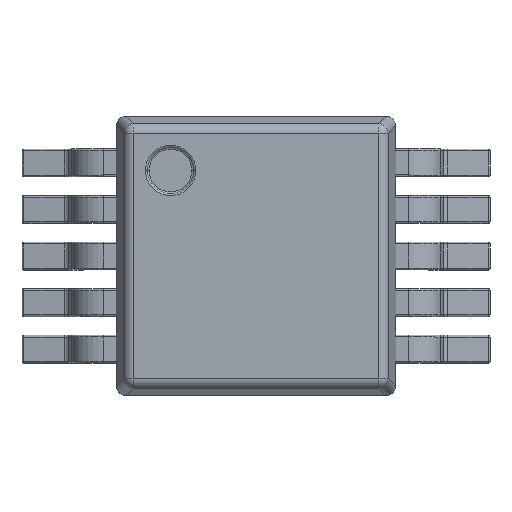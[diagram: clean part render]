
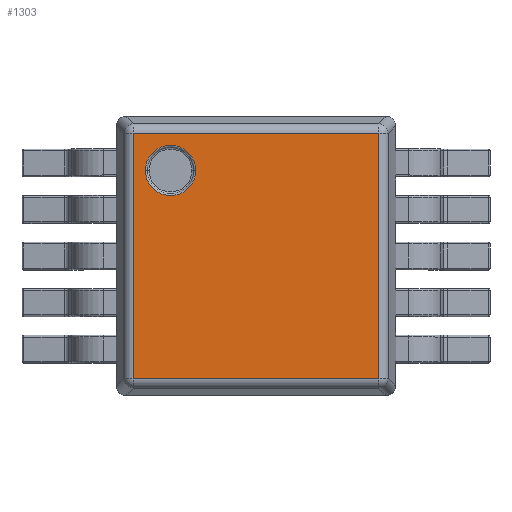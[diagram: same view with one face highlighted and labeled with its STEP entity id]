
A CAD part, top view. The second image highlights one B-rep face of the part: STEP entity #1303.
In plain terms, the highlighted planar face has unit normal (0, 0, 1).
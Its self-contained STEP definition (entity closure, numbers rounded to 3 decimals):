
#21 = EDGE_CURVE('',#22,#24,#26,.T.);
#22 = VERTEX_POINT('',#23);
#23 = CARTESIAN_POINT('',(-0.648,0.918,1.048)
  );
#24 = VERTEX_POINT('',#25);
#25 = CARTESIAN_POINT('',(-1.188,0.918,1.048)
  );
#26 = CIRCLE('',#27,0.27);
#27 = AXIS2_PLACEMENT_3D('',#28,#29,#30);
#28 = CARTESIAN_POINT('',(-0.918,0.918,1.048)
  );
#29 = DIRECTION('',(0.,0.,-1.));
#30 = DIRECTION('',(-1.,0.,0.));
#1303 = ADVANCED_FACE('',(#1304,#1314),#1348,.T.);
#1304 = FACE_BOUND('',#1305,.T.);
#1305 = EDGE_LOOP('',(#1306,#1313));
#1306 = ORIENTED_EDGE('',*,*,#1307,.T.);
#1307 = EDGE_CURVE('',#24,#22,#1308,.T.);
#1308 = CIRCLE('',#1309,0.27);
#1309 = AXIS2_PLACEMENT_3D('',#1310,#1311,#1312);
#1310 = CARTESIAN_POINT('',(-0.918,0.918,
    1.048));
#1311 = DIRECTION('',(0.,0.,-1.));
#1312 = DIRECTION('',(-1.,0.,0.));
#1313 = ORIENTED_EDGE('',*,*,#21,.T.);
#1314 = FACE_BOUND('',#1315,.T.);
#1315 = EDGE_LOOP('',(#1316,#1326,#1334,#1342));
#1316 = ORIENTED_EDGE('',*,*,#1317,.T.);
#1317 = EDGE_CURVE('',#1318,#1320,#1322,.T.);
#1318 = VERTEX_POINT('',#1319);
#1319 = CARTESIAN_POINT('',(-1.318,1.318,
    1.048));
#1320 = VERTEX_POINT('',#1321);
#1321 = CARTESIAN_POINT('',(-1.318,-1.318,
    1.048));
#1322 = LINE('',#1323,#1324);
#1323 = CARTESIAN_POINT('',(-1.318,0.,
    1.048));
#1324 = VECTOR('',#1325,1.);
#1325 = DIRECTION('',(0.,-1.,0.));
#1326 = ORIENTED_EDGE('',*,*,#1327,.T.);
#1327 = EDGE_CURVE('',#1320,#1328,#1330,.T.);
#1328 = VERTEX_POINT('',#1329);
#1329 = CARTESIAN_POINT('',(1.318,-1.318,1.048
    ));
#1330 = LINE('',#1331,#1332);
#1331 = CARTESIAN_POINT('',(0.,-1.318,
    1.048));
#1332 = VECTOR('',#1333,1.);
#1333 = DIRECTION('',(1.,0.,0.));
#1334 = ORIENTED_EDGE('',*,*,#1335,.F.);
#1335 = EDGE_CURVE('',#1336,#1328,#1338,.T.);
#1336 = VERTEX_POINT('',#1337);
#1337 = CARTESIAN_POINT('',(1.318,1.318,1.048
    ));
#1338 = LINE('',#1339,#1340);
#1339 = CARTESIAN_POINT('',(1.318,0.,
    1.048));
#1340 = VECTOR('',#1341,1.);
#1341 = DIRECTION('',(0.,-1.,0.));
#1342 = ORIENTED_EDGE('',*,*,#1343,.T.);
#1343 = EDGE_CURVE('',#1336,#1318,#1344,.T.);
#1344 = LINE('',#1345,#1346);
#1345 = CARTESIAN_POINT('',(0.,1.318,
    1.048));
#1346 = VECTOR('',#1347,1.);
#1347 = DIRECTION('',(-1.,0.,0.));
#1348 = PLANE('',#1349);
#1349 = AXIS2_PLACEMENT_3D('',#1350,#1351,#1352);
#1350 = CARTESIAN_POINT('',(0.,0.,
    1.048));
#1351 = DIRECTION('',(0.,0.,1.));
#1352 = DIRECTION('',(-1.,0.,0.));
